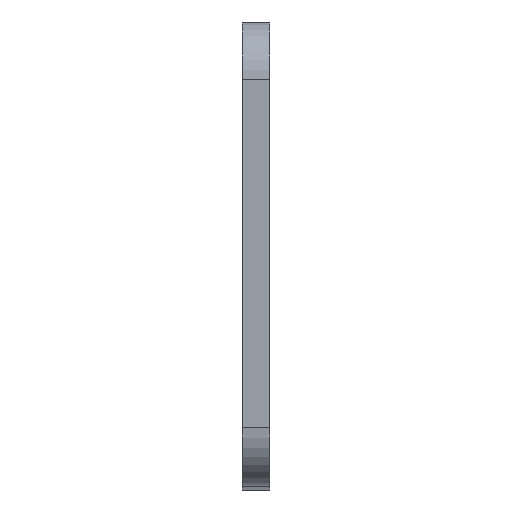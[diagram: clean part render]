
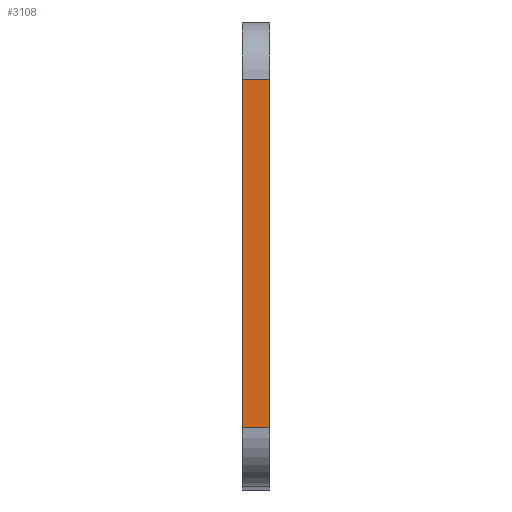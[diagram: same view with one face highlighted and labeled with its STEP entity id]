
A CAD part, top view. The second image highlights one B-rep face of the part: STEP entity #3108.
In plain terms, the highlighted planar face has unit normal (0, 0, 1).
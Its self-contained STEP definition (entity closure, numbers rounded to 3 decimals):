
#29 = ORIENTED_EDGE ( 'NONE', *, *, #2730, .F. ) ;
#618 = CARTESIAN_POINT ( 'NONE',  ( 0., 28.668, 23.472 ) ) ;
#1234 = EDGE_CURVE ( 'NONE', #3814, #3479, #7850, .T. ) ;
#1288 = CARTESIAN_POINT ( 'NONE',  ( 0., 28.668, 23.472 ) ) ;
#1535 = CARTESIAN_POINT ( 'NONE',  ( 4.763, -31.332, 23.472 ) ) ;
#1688 = AXIS2_PLACEMENT_3D ( 'NONE', #3968, #5351, #3299 ) ;
#2024 = LINE ( 'NONE', #6233, #7519 ) ;
#2546 = VERTEX_POINT ( 'NONE', #3155 ) ;
#2640 = ORIENTED_EDGE ( 'NONE', *, *, #5852, .F. ) ;
#2730 = EDGE_CURVE ( 'NONE', #2546, #6369, #2809, .T. ) ;
#2809 = LINE ( 'NONE', #4805, #8909 ) ;
#3108 = ADVANCED_FACE ( 'NONE', ( #4442 ), #5201, .F. ) ;
#3155 = CARTESIAN_POINT ( 'NONE',  ( 4.763, 28.668, 23.472 ) ) ;
#3299 = DIRECTION ( 'NONE',  ( 0., 1., 0. ) ) ;
#3479 = VERTEX_POINT ( 'NONE', #6610 ) ;
#3530 = CARTESIAN_POINT ( 'NONE',  ( 4.763, -31.332, 23.472 ) ) ;
#3649 = ORIENTED_EDGE ( 'NONE', *, *, #1234, .T. ) ;
#3814 = VERTEX_POINT ( 'NONE', #1288 ) ;
#3968 = CARTESIAN_POINT ( 'NONE',  ( 4.763, 28.668, 23.472 ) ) ;
#4442 = FACE_OUTER_BOUND ( 'NONE', #7725, .T. ) ;
#4805 = CARTESIAN_POINT ( 'NONE',  ( 4.763, 28.668, 23.472 ) ) ;
#4961 = VECTOR ( 'NONE', #7682, 1000. ) ;
#5201 = PLANE ( 'NONE',  #1688 ) ;
#5351 = DIRECTION ( 'NONE',  ( 0., 0., -1. ) ) ;
#5494 = DIRECTION ( 'NONE',  ( -1., 0., 0. ) ) ;
#5852 = EDGE_CURVE ( 'NONE', #6369, #3479, #7888, .T. ) ;
#6233 = CARTESIAN_POINT ( 'NONE',  ( 4.763, 28.668, 23.472 ) ) ;
#6255 = EDGE_CURVE ( 'NONE', #2546, #3814, #2024, .T. ) ;
#6369 = VERTEX_POINT ( 'NONE', #3530 ) ;
#6610 = CARTESIAN_POINT ( 'NONE',  ( 0., -31.332, 23.472 ) ) ;
#6873 = DIRECTION ( 'NONE',  ( 0., -1., 0. ) ) ;
#6996 = VECTOR ( 'NONE', #7804, 1000. ) ;
#7241 = ORIENTED_EDGE ( 'NONE', *, *, #6255, .T. ) ;
#7519 = VECTOR ( 'NONE', #5494, 1000. ) ;
#7682 = DIRECTION ( 'NONE',  ( 0., -1., 0. ) ) ;
#7725 = EDGE_LOOP ( 'NONE', ( #3649, #2640, #29, #7241 ) ) ;
#7804 = DIRECTION ( 'NONE',  ( -1., 0., 0. ) ) ;
#7850 = LINE ( 'NONE', #618, #4961 ) ;
#7888 = LINE ( 'NONE', #1535, #6996 ) ;
#8909 = VECTOR ( 'NONE', #6873, 1000. ) ;
